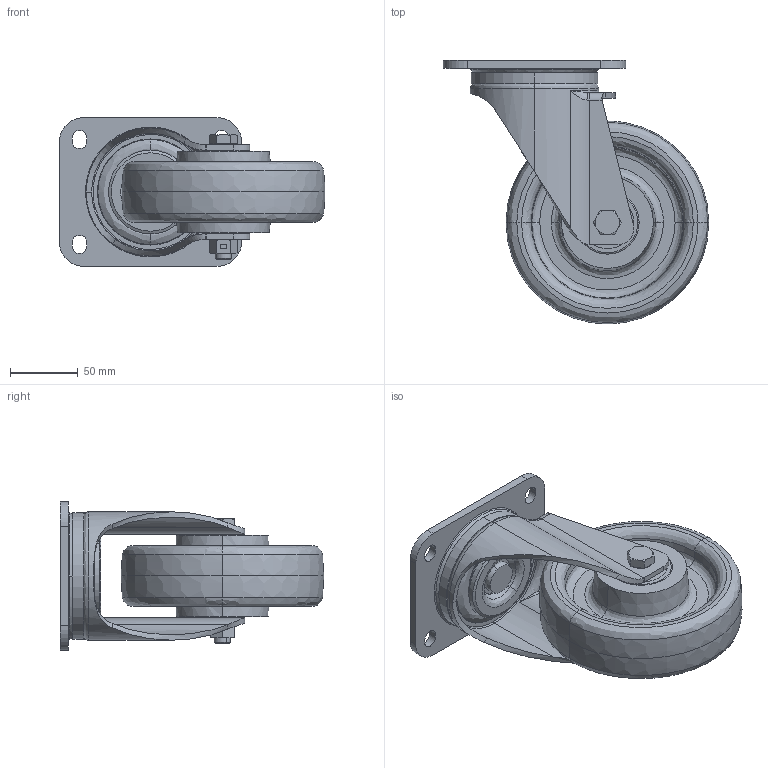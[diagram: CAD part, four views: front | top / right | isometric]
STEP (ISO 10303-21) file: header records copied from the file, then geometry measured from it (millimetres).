
FILE_DESCRIPTION (( 'STEP AP214' ), '1' );
FILE_NAME ('0021074K_L-IM-PAM-150-K-3.STEP', '2015-07-10T13:04:17', ( '' ), ( '' ), 'SwSTEP 2.0', 'SolidWorks 2014', '' );
FILE_SCHEMA (( 'AUTOMOTIVE_DESIGN' ));
Length unit declared in the file: millimetre
Products named in the file (1): 0021074K_L-IM-PAM-150-K-3
Bounding box: 196.5 x 195 x 110 mm (x, y, z)
Volume: 825560.7 mm3; surface area: 216243.7 mm2
Topology: 14 solids, 18 shells, 714 faces, 1691 edges, 1056 vertices
Faces by surface type: plane 322, cylinder 180, bspline 112, cone 70, torus 30
Entity records: 33712 total; most frequent: CARTESIAN_POINT 9324, DIRECTION 3439, ORIENTED_EDGE 3374, EDGE_CURVE 1687, AXIS2_PLACEMENT_3D 1261, VERTEX_POINT 1056, LINE 917, VECTOR 917
